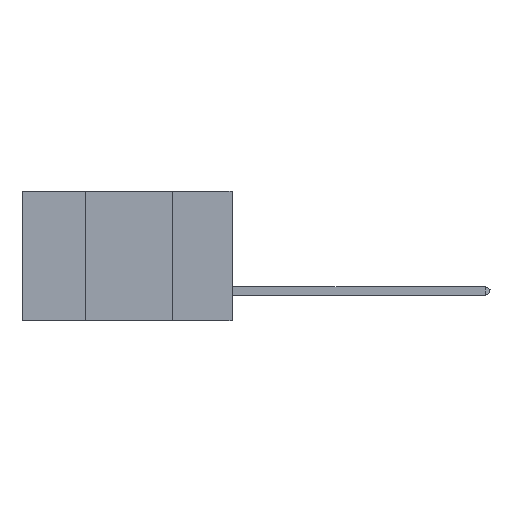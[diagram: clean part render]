
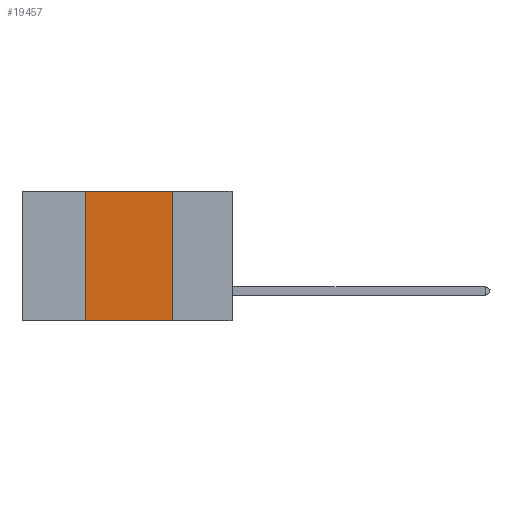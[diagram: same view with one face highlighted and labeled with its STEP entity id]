
A CAD part, left-side view. The second image highlights one B-rep face of the part: STEP entity #19457.
In plain terms, the highlighted planar face has unit normal (-1, 0, 0).
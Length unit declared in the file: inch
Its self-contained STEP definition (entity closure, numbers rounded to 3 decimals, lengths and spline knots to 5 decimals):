
#80 = VERTEX_POINT ( 'NONE', #3769 ) ;
#317 = LINE ( 'NONE', #19393, #13677 ) ;
#452 = EDGE_LOOP ( 'NONE', ( #11529, #3960, #6179, #10639 ) ) ;
#781 = CARTESIAN_POINT ( 'NONE',  ( 0., 0.17, -0.37 ) ) ;
#1888 = LINE ( 'NONE', #4605, #3460 ) ;
#2096 = VERTEX_POINT ( 'NONE', #14510 ) ;
#3064 = DIRECTION ( 'NONE',  ( 0., -1., 0. ) ) ;
#3277 = VECTOR ( 'NONE', #8358, 39.37008 ) ;
#3460 = VECTOR ( 'NONE', #3064, 39.37008 ) ;
#3769 = CARTESIAN_POINT ( 'NONE',  ( 0., 0.17, 0. ) ) ;
#3960 = ORIENTED_EDGE ( 'NONE', *, *, #6529, .F. ) ;
#4605 = CARTESIAN_POINT ( 'NONE',  ( 0., 0.6, 0. ) ) ;
#4997 = CARTESIAN_POINT ( 'NONE',  ( 0., 0.6, -0.37 ) ) ;
#6179 = ORIENTED_EDGE ( 'NONE', *, *, #12684, .F. ) ;
#6529 = EDGE_CURVE ( 'NONE', #14829, #80, #1888, .T. ) ;
#7867 = DIRECTION ( 'NONE',  ( 0., 0., -1. ) ) ;
#8358 = DIRECTION ( 'NONE',  ( 0., -1., 0. ) ) ;
#8786 = LINE ( 'NONE', #4997, #3277 ) ;
#9104 = PLANE ( 'NONE',  #19934 ) ;
#9913 = VERTEX_POINT ( 'NONE', #781 ) ;
#10639 = ORIENTED_EDGE ( 'NONE', *, *, #16603, .T. ) ;
#11529 = ORIENTED_EDGE ( 'NONE', *, *, #19569, .F. ) ;
#11859 = LINE ( 'NONE', #21327, #14710 ) ;
#12484 = DIRECTION ( 'NONE',  ( 1., 0., 0. ) ) ;
#12684 = EDGE_CURVE ( 'NONE', #2096, #14829, #11859, .T. ) ;
#13677 = VECTOR ( 'NONE', #7867, 39.37008 ) ;
#14510 = CARTESIAN_POINT ( 'NONE',  ( 0., 0.42, -0.37 ) ) ;
#14710 = VECTOR ( 'NONE', #18425, 39.37008 ) ;
#14829 = VERTEX_POINT ( 'NONE', #14997 ) ;
#14997 = CARTESIAN_POINT ( 'NONE',  ( 0., 0.42, 0. ) ) ;
#15847 = DIRECTION ( 'NONE',  ( 0., 0., -1. ) ) ;
#16603 = EDGE_CURVE ( 'NONE', #2096, #9913, #8786, .T. ) ;
#18425 = DIRECTION ( 'NONE',  ( 0., 0., 1. ) ) ;
#19393 = CARTESIAN_POINT ( 'NONE',  ( 0., 0.17, 0. ) ) ;
#19457 = ADVANCED_FACE ( 'NONE', ( #20708 ), #9104, .F. ) ;
#19569 = EDGE_CURVE ( 'NONE', #80, #9913, #317, .T. ) ;
#19934 = AXIS2_PLACEMENT_3D ( 'NONE', #20804, #12484, #15847 ) ;
#20708 = FACE_OUTER_BOUND ( 'NONE', #452, .T. ) ;
#20804 = CARTESIAN_POINT ( 'NONE',  ( 0., 0.6, 0. ) ) ;
#21327 = CARTESIAN_POINT ( 'NONE',  ( 0., 0.42, 0. ) ) ;
